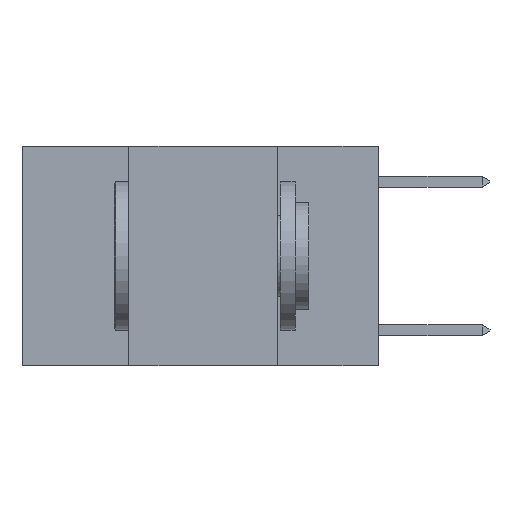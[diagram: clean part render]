
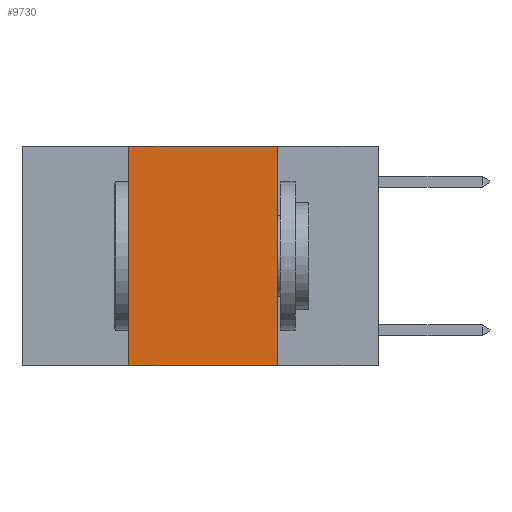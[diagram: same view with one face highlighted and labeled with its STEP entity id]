
A CAD part, left-side view. The second image highlights one B-rep face of the part: STEP entity #9730.
In plain terms, the highlighted planar face has unit normal (-1, 0, 0).
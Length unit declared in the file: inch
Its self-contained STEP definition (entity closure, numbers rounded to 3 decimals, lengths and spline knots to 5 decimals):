
#818 = VECTOR ( 'NONE', #5945, 39.37008 ) ;
#1322 = CARTESIAN_POINT ( 'NONE',  ( 0., 0.17, 0. ) ) ;
#1518 = ORIENTED_EDGE ( 'NONE', *, *, #2583, .T. ) ;
#1925 = CARTESIAN_POINT ( 'NONE',  ( 0., 0.42, -0.37 ) ) ;
#2211 = CARTESIAN_POINT ( 'NONE',  ( 0., 0.6, -0.37 ) ) ;
#2488 = LINE ( 'NONE', #9047, #8970 ) ;
#2548 = DIRECTION ( 'NONE',  ( 0., 0., 1. ) ) ;
#2583 = EDGE_CURVE ( 'NONE', #4737, #11295, #4061, .T. ) ;
#2745 = DIRECTION ( 'NONE',  ( 0., 0., -1. ) ) ;
#2756 = VECTOR ( 'NONE', #2745, 39.37008 ) ;
#3715 = DIRECTION ( 'NONE',  ( 0., 0., -1. ) ) ;
#3721 = DIRECTION ( 'NONE',  ( 1., 0., 0. ) ) ;
#3755 = PLANE ( 'NONE',  #8844 ) ;
#3790 = CARTESIAN_POINT ( 'NONE',  ( 0., 0.6, 0. ) ) ;
#3962 = VERTEX_POINT ( 'NONE', #5488 ) ;
#4061 = LINE ( 'NONE', #2211, #10946 ) ;
#4298 = CARTESIAN_POINT ( 'NONE',  ( 0., 0.17, -0.37 ) ) ;
#4458 = EDGE_CURVE ( 'NONE', #10553, #11295, #4487, .T. ) ;
#4487 = LINE ( 'NONE', #1322, #2756 ) ;
#4737 = VERTEX_POINT ( 'NONE', #1925 ) ;
#5324 = ORIENTED_EDGE ( 'NONE', *, *, #11240, .F. ) ;
#5488 = CARTESIAN_POINT ( 'NONE',  ( 0., 0.42, 0. ) ) ;
#5945 = DIRECTION ( 'NONE',  ( 0., -1., 0. ) ) ;
#6245 = ORIENTED_EDGE ( 'NONE', *, *, #8664, .F. ) ;
#6303 = FACE_OUTER_BOUND ( 'NONE', #8059, .T. ) ;
#6934 = CARTESIAN_POINT ( 'NONE',  ( 0., 0.17, 0. ) ) ;
#7710 = ORIENTED_EDGE ( 'NONE', *, *, #4458, .F. ) ;
#8059 = EDGE_LOOP ( 'NONE', ( #7710, #5324, #6245, #1518 ) ) ;
#8473 = DIRECTION ( 'NONE',  ( 0., -1., 0. ) ) ;
#8664 = EDGE_CURVE ( 'NONE', #4737, #3962, #2488, .T. ) ;
#8844 = AXIS2_PLACEMENT_3D ( 'NONE', #3790, #3721, #3715 ) ;
#8970 = VECTOR ( 'NONE', #2548, 39.37008 ) ;
#9047 = CARTESIAN_POINT ( 'NONE',  ( 0., 0.42, 0. ) ) ;
#9249 = LINE ( 'NONE', #11397, #818 ) ;
#9730 = ADVANCED_FACE ( 'NONE', ( #6303 ), #3755, .F. ) ;
#10553 = VERTEX_POINT ( 'NONE', #6934 ) ;
#10946 = VECTOR ( 'NONE', #8473, 39.37008 ) ;
#11240 = EDGE_CURVE ( 'NONE', #3962, #10553, #9249, .T. ) ;
#11295 = VERTEX_POINT ( 'NONE', #4298 ) ;
#11397 = CARTESIAN_POINT ( 'NONE',  ( 0., 0.6, 0. ) ) ;
